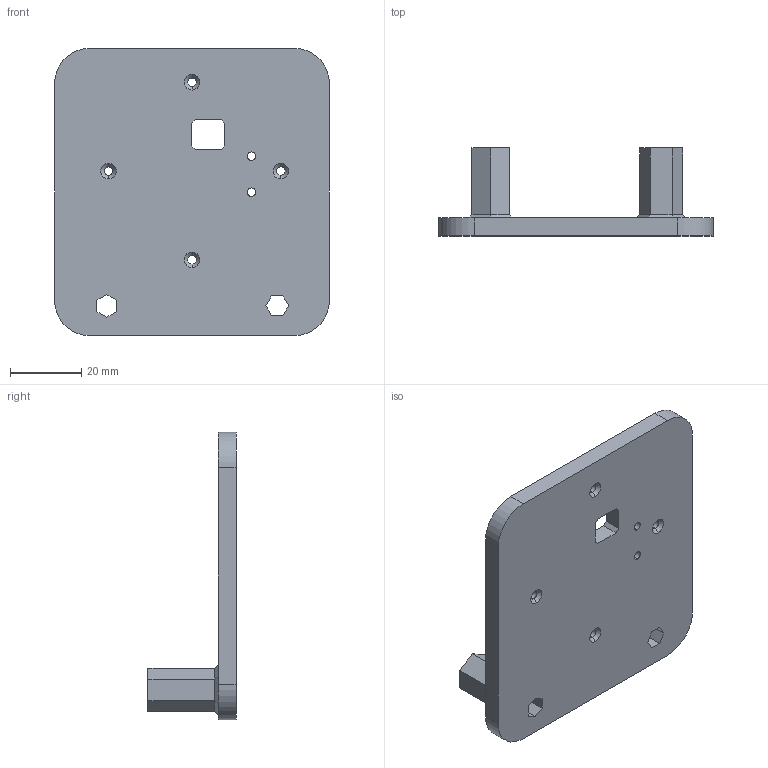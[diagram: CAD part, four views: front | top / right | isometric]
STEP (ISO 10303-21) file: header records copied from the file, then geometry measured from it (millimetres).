
FILE_DESCRIPTION (( 'STEP AP214' ), '1' );
FILE_NAME ('base plate.STEP', '2025-03-17T10:01:14', ( '' ), ( '' ), 'SwSTEP 2.0', 'SolidWorks 2024', '' );
FILE_SCHEMA (( 'AUTOMOTIVE_DESIGN' ));
Length unit declared in the file: millimetre
Products named in the file (1): base plate
Bounding box: 77.36 x 24.8 x 80.94 mm (x, y, z)
Volume: 32868.7 mm3; surface area: 16271.5 mm2
Topology: 1 solids, 1 shells, 76 faces, 196 edges, 124 vertices
Faces by surface type: plane 52, cylinder 16, cone 8
Entity records: 2339 total; most frequent: CARTESIAN_POINT 397, ORIENTED_EDGE 392, DIRECTION 390, EDGE_CURVE 196, LINE 156, VECTOR 156, VERTEX_POINT 124, AXIS2_PLACEMENT_3D 117
